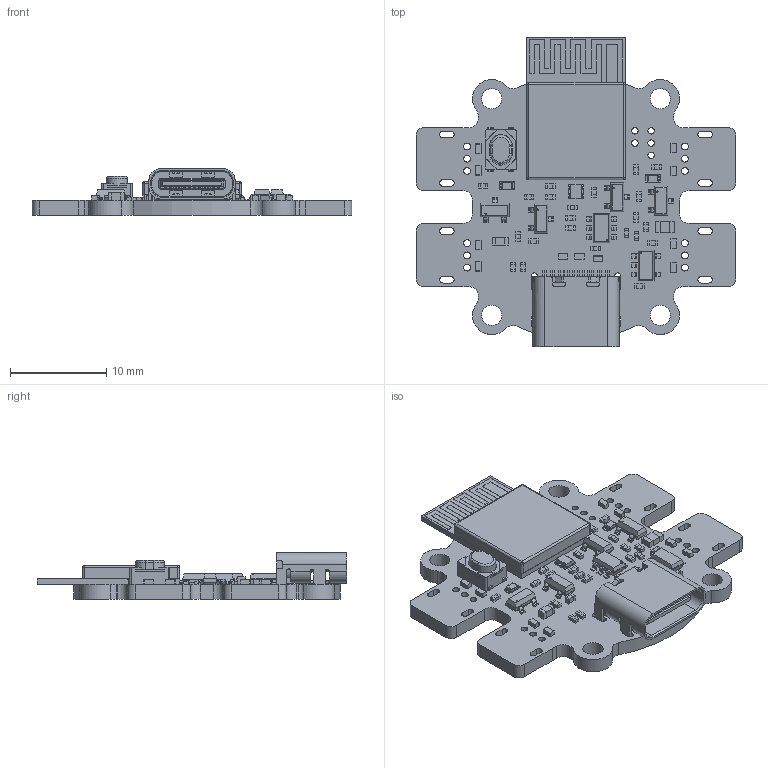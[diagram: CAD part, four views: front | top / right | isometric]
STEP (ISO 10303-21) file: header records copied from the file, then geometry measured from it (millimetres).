
FILE_DESCRIPTION(('Open CASCADE Model'),'2;1');
FILE_NAME('Open CASCADE Shape Model','2021-11-05T10:30:59',('Author'),( 'Open CASCADE'),'Open CASCADE STEP processor 6.8','Open CASCADE 6.8' ,'Unknown');
FILE_SCHEMA(('AUTOMOTIVE_DESIGN { 1 0 10303 214 1 1 1 1 }'));
Length unit declared in the file: millimetre
Products named in the file (82): PCB; Board; Open CASCADE STEP translator 6.8 2.1.1; R15; 6527795984; Extruded; 6527795744; R16; 6130361920; 5868956128; Q3; MSRC-SOT23; D16; MSRC-RCLAMP0521P-N_v2; D15; D5; SW1; MSRC-UK-B0267-SP25Y; Q2; Q1; D3; MSRC-0603_LED_Green; R12; 5868956608; R11; R10; R9; R8; R7; R6; R5; D4; MSRC-TZ-P4-1615RGBTCA1-0.55T_RGB8421504; C7; U4; MSRC-BM833; U2; MSFT_TI_TPS61070DDCR; Model; R14 ...
Assembly tree (156 placements, depth 4):
  PCB
    Board
      Open CASCADE STEP translator 6.8 2.1.1
    R15
      6527795984  x2
        Extruded
      6527795744
        Extruded
    R16
      6130361920  x2
        Extruded
      5868956128
        Extruded
    Q3
      MSRC-SOT23
    D16
      MSRC-RCLAMP0521P-N_v2
    D15
      MSRC-RCLAMP0521P-N_v2
    D5
      MSRC-RCLAMP0521P-N_v2
    SW1
      MSRC-UK-B0267-SP25Y
    Q2
      MSRC-SOT23
    Q1
      MSRC-SOT23
    D3
      MSRC-0603_LED_Green
    R12
      5868956608  x2
        Extruded
      5868956128
        Extruded
    R11
      5868956608  x2
        Extruded
      5868956128
        Extruded
    R10
      5868956608  x2
        Extruded
      5868956128
        Extruded
    R9
      5868956608  x2
        Extruded
      5868956128
        Extruded
    R8
      5868956608  x2
        Extruded
      5868956128
        Extruded
    R7
      5868956608  x2
        Extruded
      5868956128
        Extruded
    R6
Bounding box: 33.2 x 32.17 x 4.86 mm (x, y, z)
Volume: 1463.5 mm3; surface area: 3285.9 mm2
Topology: 207 solids, 207 shells, 2980 faces, 6960 edges, 4466 vertices
Faces by surface type: plane 2298, cylinder 533, sphere 100, bspline 24, cone 15, torus 10
Full cylindrical faces by diameter (mm): 0.152 x4, 0.165 x1, 0.175 x1, 0.5 x2, 0.65 x2, 0.66 x5, 0.71 x12, 0.8 x1, 2.1 x4
Entity records: 70352 total; most frequent: CARTESIAN_POINT 15690, DIRECTION 10369, ORIENTED_EDGE 10300, EDGE_CURVE 5150, LINE 4247, VECTOR 4247, VERTEX_POINT 3346, AXIS2_PLACEMENT_3D 3061
